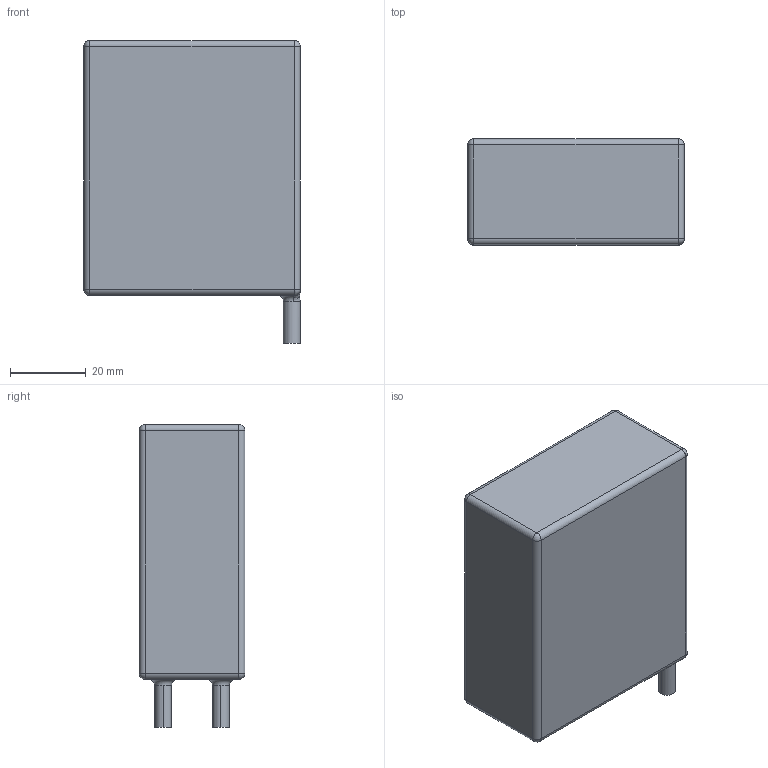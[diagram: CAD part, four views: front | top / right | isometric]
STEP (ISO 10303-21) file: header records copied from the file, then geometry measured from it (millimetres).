
FILE_DESCRIPTION (( 'STEP AP214' ), '1' );
FILE_NAME ('OVONIC - 1000mAh - 6S1P.STEP', '2023-06-10T17:02:04', ( '' ), ( '' ), 'SwSTEP 2.0', 'SolidWorks 2021', '' );
FILE_SCHEMA (( 'AUTOMOTIVE_DESIGN' ));
Length unit declared in the file: inch
Products named in the file (1): OVONIC - 1000mAh - 6S1P
Bounding box: 57.15 x 27.94 x 80.01 mm (x, y, z)
Volume: 107563.8 mm3; surface area: 14577.8 mm2
Topology: 1 solids, 1 shells, 48 faces, 110 edges, 56 vertices
Faces by surface type: cylinder 18, bspline 12, plane 8, sphere 8, torus 2
Entity records: 3354 total; most frequent: CARTESIAN_POINT 2247, ORIENTED_EDGE 204, DIRECTION 174, EDGE_CURVE 102, AXIS2_PLACEMENT_3D 71, VERTEX_POINT 56, ADVANCED_FACE 48, FACE_OUTER_BOUND 48
